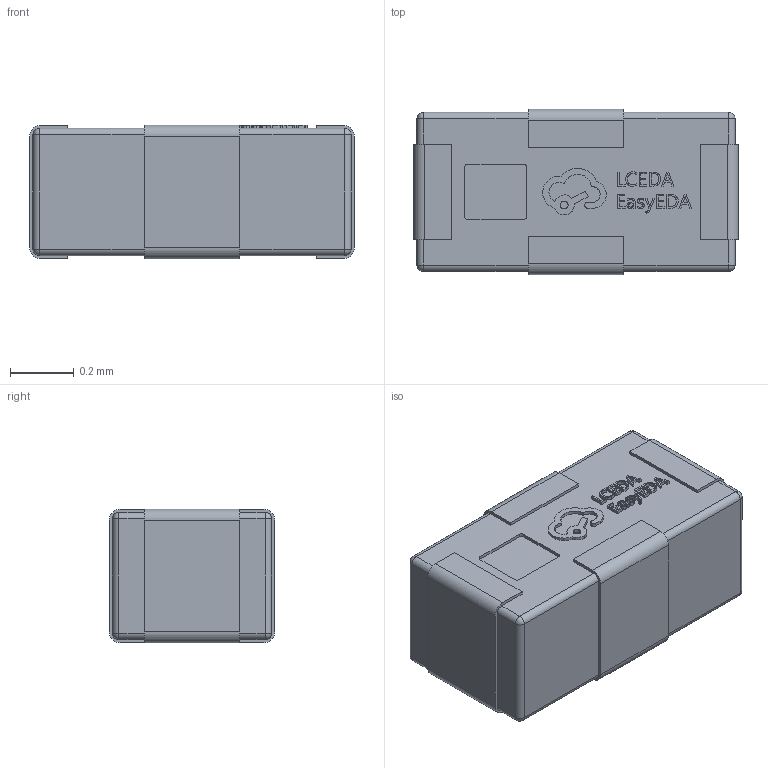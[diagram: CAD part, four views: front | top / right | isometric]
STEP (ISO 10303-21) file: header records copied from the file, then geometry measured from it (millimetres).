
FILE_DESCRIPTION (( 'STEP AP214' ), '1' );
FILE_NAME ('FILTER-SMD_0402-4P-L1.0-W0.5-L.STEP', '2023-04-20T16:03:53', ( '' ), ( '' ), 'SwSTEP 2.0', 'SolidWorks 2020', '' );
FILE_SCHEMA (( 'AUTOMOTIVE_DESIGN' ));
Length unit declared in the file: millimetre
Products named in the file (1): FILTER-SMD_0402-4P-L1.0-W0.5-L
Bounding box: 1.02 x 0.52 x 0.42 mm (x, y, z)
Volume: 0.2 mm3; surface area: 2.3 mm2
Topology: 1 solids, 1 shells, 307 faces, 839 edges, 546 vertices
Faces by surface type: plane 169, bspline 98, cylinder 32, sphere 8
Entity records: 13500 total; most frequent: CARTESIAN_POINT 2991, ORIENTED_EDGE 1662, DIRECTION 1115, EDGE_CURVE 831, VECTOR 567, LINE 567, VERTEX_POINT 546, EDGE_LOOP 327
